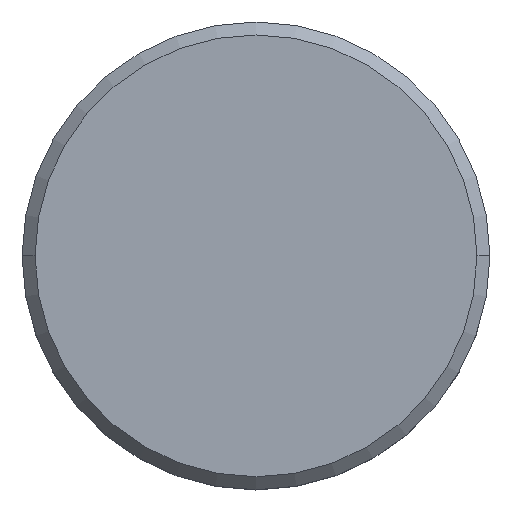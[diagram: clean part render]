
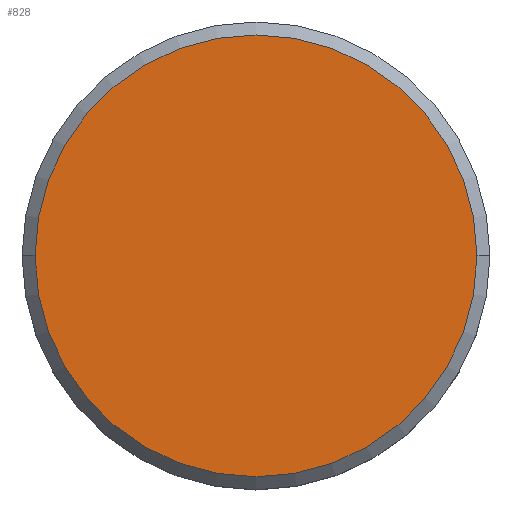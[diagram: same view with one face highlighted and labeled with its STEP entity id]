
A CAD part, top view. The second image highlights one B-rep face of the part: STEP entity #828.
In plain terms, the highlighted planar face has unit normal (0, 0, 1).
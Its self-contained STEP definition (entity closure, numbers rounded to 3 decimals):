
#12 = EDGE_LOOP ( 'NONE', ( #961, #1055 ) ) ;
#154 = DIRECTION ( 'NONE',  ( 0., 0., 1. ) ) ;
#159 = DIRECTION ( 'NONE',  ( 1., 0., 0. ) ) ;
#161 = CARTESIAN_POINT ( 'NONE',  ( 8.5, 0., 0. ) ) ;
#239 = PLANE ( 'NONE',  #895 ) ;
#344 = CIRCLE ( 'NONE', #924, 8.5 ) ;
#390 = DIRECTION ( 'NONE',  ( 0., 0., 1. ) ) ;
#409 = DIRECTION ( 'NONE',  ( 1., 0., 0. ) ) ;
#433 = EDGE_CURVE ( 'NONE', #544, #741, #344, .T. ) ;
#463 = DIRECTION ( 'NONE',  ( 0., 0., 1. ) ) ;
#493 = CARTESIAN_POINT ( 'NONE',  ( 0., 0., 0. ) ) ;
#544 = VERTEX_POINT ( 'NONE', #161 ) ;
#574 = CARTESIAN_POINT ( 'NONE',  ( 0., 0., 0. ) ) ;
#575 = FACE_OUTER_BOUND ( 'NONE', #12, .T. ) ;
#605 = EDGE_CURVE ( 'NONE', #741, #544, #614, .T. ) ;
#610 = CARTESIAN_POINT ( 'NONE',  ( -8.5, 0., 0. ) ) ;
#614 = CIRCLE ( 'NONE', #681, 8.5 ) ;
#681 = AXIS2_PLACEMENT_3D ( 'NONE', #493, #463, #869 ) ;
#741 = VERTEX_POINT ( 'NONE', #610 ) ;
#828 = ADVANCED_FACE ( 'NONE', ( #575 ), #239, .T. ) ;
#869 = DIRECTION ( 'NONE',  ( 1., 0., 0. ) ) ;
#895 = AXIS2_PLACEMENT_3D ( 'NONE', #958, #154, #159 ) ;
#924 = AXIS2_PLACEMENT_3D ( 'NONE', #574, #390, #409 ) ;
#958 = CARTESIAN_POINT ( 'NONE',  ( 0., 0., 0. ) ) ;
#961 = ORIENTED_EDGE ( 'NONE', *, *, #605, .T. ) ;
#1055 = ORIENTED_EDGE ( 'NONE', *, *, #433, .T. ) ;
